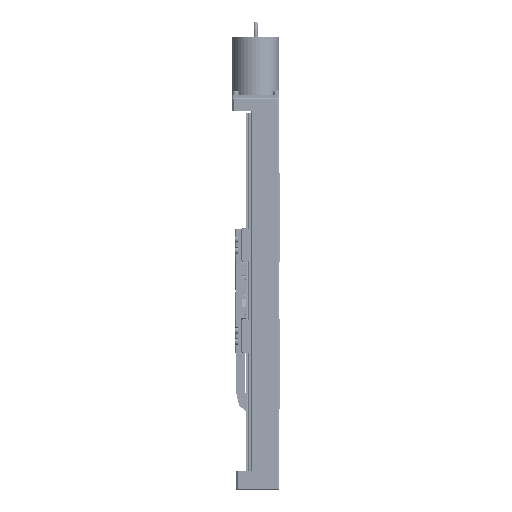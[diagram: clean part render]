
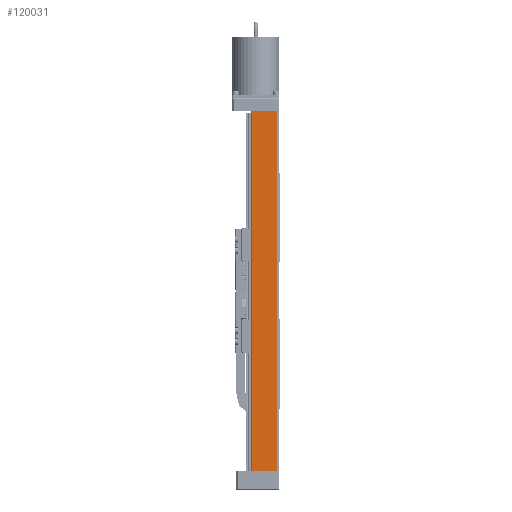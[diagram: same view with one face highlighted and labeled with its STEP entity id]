
A CAD part, left-side view. The second image highlights one B-rep face of the part: STEP entity #120031.
In plain terms, the highlighted planar face has unit normal (-1, 0, 0).
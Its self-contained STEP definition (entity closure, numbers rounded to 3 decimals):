
#3754 = AXIS2_PLACEMENT_3D ( 'NONE', #85527, #56718, #68877 ) ;
#5424 = VERTEX_POINT ( 'NONE', #93439 ) ;
#9109 = EDGE_CURVE ( 'NONE', #20270, #5424, #47949, .T. ) ;
#9322 = PLANE ( 'NONE',  #3754 ) ;
#10224 = EDGE_CURVE ( 'NONE', #54153, #20270, #58724, .T. ) ;
#12594 = VECTOR ( 'NONE', #45847, 1000. ) ;
#13695 = EDGE_CURVE ( 'NONE', #14165, #54153, #32741, .T. ) ;
#14165 = VERTEX_POINT ( 'NONE', #91976 ) ;
#20270 = VERTEX_POINT ( 'NONE', #68414 ) ;
#22927 = EDGE_LOOP ( 'NONE', ( #65519, #78162, #112380, #110716 ) ) ;
#27928 = FACE_OUTER_BOUND ( 'NONE', #22927, .T. ) ;
#28726 = CARTESIAN_POINT ( 'NONE',  ( 0., -22., 320. ) ) ;
#32741 = LINE ( 'NONE', #52623, #39069 ) ;
#39069 = VECTOR ( 'NONE', #91664, 1000. ) ;
#45847 = DIRECTION ( 'NONE',  ( 0., -1., 0. ) ) ;
#47949 = LINE ( 'NONE', #28726, #118601 ) ;
#52623 = CARTESIAN_POINT ( 'NONE',  ( 0., 0.5, 320. ) ) ;
#54153 = VERTEX_POINT ( 'NONE', #60105 ) ;
#56718 = DIRECTION ( 'NONE',  ( 1., 0., 0. ) ) ;
#58722 = VECTOR ( 'NONE', #68985, 1000. ) ;
#58724 = LINE ( 'NONE', #97108, #58722 ) ;
#60105 = CARTESIAN_POINT ( 'NONE',  ( 0., 0.5, 0. ) ) ;
#65519 = ORIENTED_EDGE ( 'NONE', *, *, #10224, .T. ) ;
#68414 = CARTESIAN_POINT ( 'NONE',  ( 0., -22., 0. ) ) ;
#68877 = DIRECTION ( 'NONE',  ( 0., 0., -1. ) ) ;
#68985 = DIRECTION ( 'NONE',  ( 0., -1., 0. ) ) ;
#75238 = LINE ( 'NONE', #114239, #12594 ) ;
#78162 = ORIENTED_EDGE ( 'NONE', *, *, #9109, .T. ) ;
#85527 = CARTESIAN_POINT ( 'NONE',  ( 0., 0., 320. ) ) ;
#91664 = DIRECTION ( 'NONE',  ( 0., 0., -1. ) ) ;
#91976 = CARTESIAN_POINT ( 'NONE',  ( 0., 0.5, 320. ) ) ;
#93439 = CARTESIAN_POINT ( 'NONE',  ( 0., -22., 320. ) ) ;
#95724 = EDGE_CURVE ( 'NONE', #14165, #5424, #75238, .T. ) ;
#97108 = CARTESIAN_POINT ( 'NONE',  ( 0., 0., 0. ) ) ;
#105472 = DIRECTION ( 'NONE',  ( 0., 0., 1. ) ) ;
#110716 = ORIENTED_EDGE ( 'NONE', *, *, #13695, .T. ) ;
#112380 = ORIENTED_EDGE ( 'NONE', *, *, #95724, .F. ) ;
#114239 = CARTESIAN_POINT ( 'NONE',  ( 0., 0., 320. ) ) ;
#118601 = VECTOR ( 'NONE', #105472, 1000. ) ;
#120031 = ADVANCED_FACE ( 'NONE', ( #27928 ), #9322, .F. ) ;
